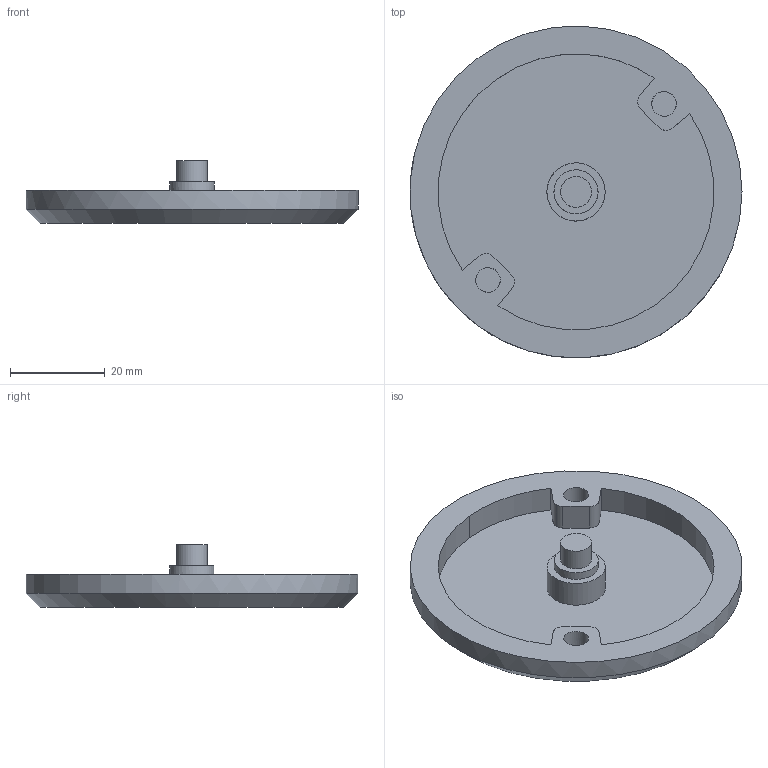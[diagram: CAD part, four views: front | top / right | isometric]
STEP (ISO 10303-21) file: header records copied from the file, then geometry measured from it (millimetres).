
FILE_DESCRIPTION(('HOOPS Exchange Step'),'2;1');
FILE_NAME('secret_santa_musicbox_wheel.stp','2025-12-03T11:12:58+00:00',('stephen'),('Unknown organisation'),'HOOPS Exchange 2024.2','HOOPS Exchange','Unknown authorisation');
FILE_SCHEMA( ('AP203_CONFIGURATION_CONTROLLED_3D_DESIGN_OF_MECHANICAL_PARTS_AND_ASSEMBLIES_MIM_LF') );
Length unit declared in the file: millimetre
Products named in the file (1): root
Bounding box: 70 x 69.98 x 13.25 mm (x, y, z)
Volume: 12627.5 mm3; surface area: 10467.2 mm2
Topology: 1 solids, 1 shells, 29 faces, 74 edges, 53 vertices
Faces by surface type: plane 14, cylinder 14, cone 1
Full cylindrical faces by diameter (mm): 5.2 x2, 6.5 x1, 9.3 x1, 12.283 x1, 70 x1
Entity records: 934 total; most frequent: DIRECTION 175, CARTESIAN_POINT 157, ORIENTED_EDGE 148, EDGE_CURVE 74, AXIS2_PLACEMENT_3D 71, VERTEX_POINT 53, CIRCLE 41, EDGE_LOOP 35
